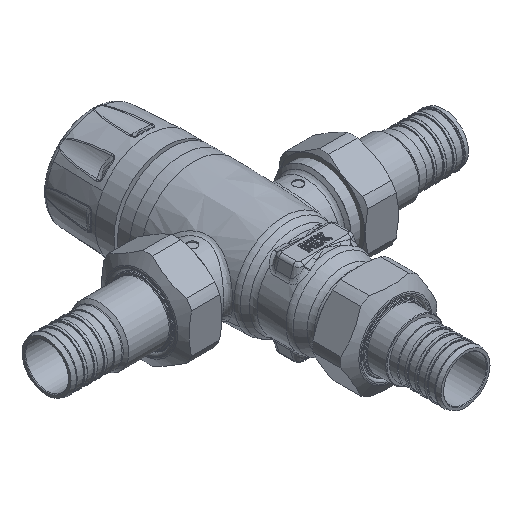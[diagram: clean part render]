
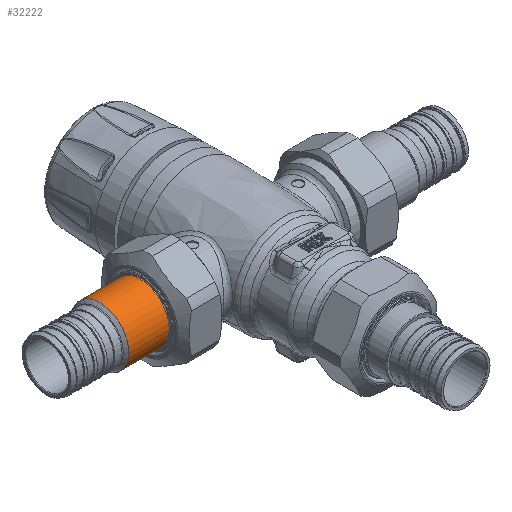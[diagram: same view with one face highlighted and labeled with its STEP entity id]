
A CAD part, isometric view. The second image highlights one B-rep face of the part: STEP entity #32222.
In plain terms, the highlighted cylindrical face has radius 12.192 mm (diameter 24.384 mm), a full revolution.
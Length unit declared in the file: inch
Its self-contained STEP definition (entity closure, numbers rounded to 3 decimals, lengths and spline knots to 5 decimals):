
#3783=FACE_OUTER_BOUND('',#5800,.T.);
#5800=EDGE_LOOP('',(#27636,#27637,#27638,#27639,#27640));
#7478=CIRCLE('',#35395,0.48);
#7480=CIRCLE('',#35399,0.48);
#7481=CIRCLE('',#35400,0.48);
#9174=LINE('',#102752,#10777);
#10777=VECTOR('',#43292,0.48);
#14301=VERTEX_POINT('',#102743);
#14303=VERTEX_POINT('',#102751);
#14304=VERTEX_POINT('',#102753);
#18760=EDGE_CURVE('',#14301,#14301,#7478,.T.);
#18763=EDGE_CURVE('',#14301,#14303,#9174,.T.);
#18764=EDGE_CURVE('',#14304,#14303,#7480,.T.);
#18765=EDGE_CURVE('',#14303,#14304,#7481,.T.);
#27636=ORIENTED_EDGE('',*,*,#18760,.F.);
#27637=ORIENTED_EDGE('',*,*,#18763,.T.);
#27638=ORIENTED_EDGE('',*,*,#18764,.F.);
#27639=ORIENTED_EDGE('',*,*,#18765,.F.);
#27640=ORIENTED_EDGE('',*,*,#18763,.F.);
#28435=CYLINDRICAL_SURFACE('',#35398,0.48);
#32222=ADVANCED_FACE('',(#3783),#28435,.T.);
#35395=AXIS2_PLACEMENT_3D('',#102745,#43283,#43284);
#35398=AXIS2_PLACEMENT_3D('',#102750,#43290,#43291);
#35399=AXIS2_PLACEMENT_3D('',#102754,#43293,#43294);
#35400=AXIS2_PLACEMENT_3D('',#102755,#43295,#43296);
#43283=DIRECTION('center_axis',(-1.,0.,0.));
#43284=DIRECTION('ref_axis',(0.,0.,-1.));
#43290=DIRECTION('center_axis',(-1.,0.,0.));
#43291=DIRECTION('ref_axis',(0.,0.,-1.));
#43292=DIRECTION('',(1.,0.,0.));
#43293=DIRECTION('center_axis',(1.,0.,0.));
#43294=DIRECTION('ref_axis',(0.,0.,-1.));
#43295=DIRECTION('center_axis',(1.,0.,0.));
#43296=DIRECTION('ref_axis',(0.,0.,-1.));
#102743=CARTESIAN_POINT('',(-2.42201,0.,0.48));
#102745=CARTESIAN_POINT('Origin',(-2.42201,0.,0.));
#102750=CARTESIAN_POINT('Origin',(-1.57701,0.,0.));
#102751=CARTESIAN_POINT('',(-1.74701,0.,0.48));
#102752=CARTESIAN_POINT('',(-1.57701,0.,0.48));
#102753=CARTESIAN_POINT('',(-1.74701,0.,-0.48));
#102754=CARTESIAN_POINT('Origin',(-1.74701,0.,0.));
#102755=CARTESIAN_POINT('Origin',(-1.74701,0.,0.));
